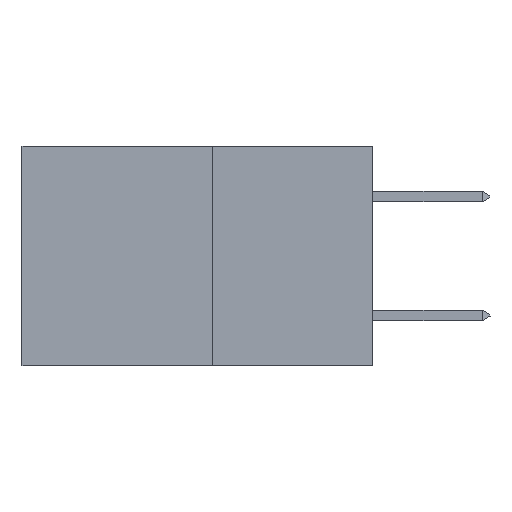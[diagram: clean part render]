
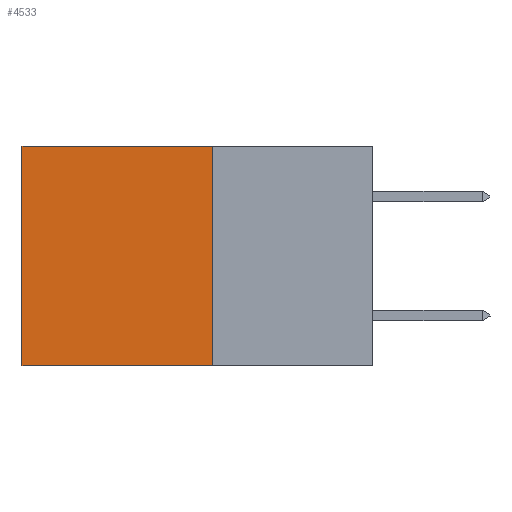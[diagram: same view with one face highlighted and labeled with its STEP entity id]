
A CAD part, left-side view. The second image highlights one B-rep face of the part: STEP entity #4533.
In plain terms, the highlighted planar face has unit normal (-1, 0, 0).
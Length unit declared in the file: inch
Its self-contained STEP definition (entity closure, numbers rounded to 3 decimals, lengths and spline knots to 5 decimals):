
#406 = CARTESIAN_POINT ( 'NONE',  ( 0.277, 0.27, -0.37 ) ) ;
#483 = VECTOR ( 'NONE', #9225, 39.37008 ) ;
#576 = CARTESIAN_POINT ( 'NONE',  ( 0.277, 0.27, 0. ) ) ;
#1639 = ORIENTED_EDGE ( 'NONE', *, *, #5959, .T. ) ;
#1680 = LINE ( 'NONE', #5655, #9072 ) ;
#1744 = FACE_OUTER_BOUND ( 'NONE', #8952, .T. ) ;
#1749 = CARTESIAN_POINT ( 'NONE',  ( 0.277, 0.59, 0. ) ) ;
#1780 = EDGE_CURVE ( 'NONE', #2848, #2641, #1680, .T. ) ;
#1835 = ORIENTED_EDGE ( 'NONE', *, *, #1780, .F. ) ;
#1878 = ORIENTED_EDGE ( 'NONE', *, *, #2381, .F. ) ;
#1910 = ORIENTED_EDGE ( 'NONE', *, *, #9857, .T. ) ;
#1987 = DIRECTION ( 'NONE',  ( 0., 0., -1. ) ) ;
#1996 = DIRECTION ( 'NONE',  ( 1., 0., 0. ) ) ;
#2055 = PLANE ( 'NONE',  #2553 ) ;
#2310 = CARTESIAN_POINT ( 'NONE',  ( 0.277, 0.27, -0.37 ) ) ;
#2328 = CARTESIAN_POINT ( 'NONE',  ( 0.277, 0.27, -0.37 ) ) ;
#2381 = EDGE_CURVE ( 'NONE', #7933, #2848, #7314, .T. ) ;
#2553 = AXIS2_PLACEMENT_3D ( 'NONE', #2328, #1996, #1987 ) ;
#2641 = VERTEX_POINT ( 'NONE', #4553 ) ;
#2802 = CARTESIAN_POINT ( 'NONE',  ( 0.277, 0.59, -0.37 ) ) ;
#2841 = LINE ( 'NONE', #2802, #483 ) ;
#2848 = VERTEX_POINT ( 'NONE', #406 ) ;
#3002 = CARTESIAN_POINT ( 'NONE',  ( 0.277, 0.27, 0. ) ) ;
#3234 = DIRECTION ( 'NONE',  ( 0., 1., 0. ) ) ;
#4533 = ADVANCED_FACE ( 'NONE', ( #1744 ), #2055, .F. ) ;
#4553 = CARTESIAN_POINT ( 'NONE',  ( 0.277, 0.59, -0.37 ) ) ;
#4863 = VECTOR ( 'NONE', #3234, 39.37008 ) ;
#5194 = VECTOR ( 'NONE', #5747, 39.37008 ) ;
#5655 = CARTESIAN_POINT ( 'NONE',  ( 0.277, 0.27, -0.37 ) ) ;
#5747 = DIRECTION ( 'NONE',  ( 0., 0., -1. ) ) ;
#5959 = EDGE_CURVE ( 'NONE', #9075, #2641, #2841, .T. ) ;
#7287 = LINE ( 'NONE', #576, #4863 ) ;
#7314 = LINE ( 'NONE', #2310, #5194 ) ;
#7933 = VERTEX_POINT ( 'NONE', #3002 ) ;
#8952 = EDGE_LOOP ( 'NONE', ( #1639, #1835, #1878, #1910 ) ) ;
#9072 = VECTOR ( 'NONE', #9313, 39.37008 ) ;
#9075 = VERTEX_POINT ( 'NONE', #1749 ) ;
#9225 = DIRECTION ( 'NONE',  ( 0., 0., -1. ) ) ;
#9313 = DIRECTION ( 'NONE',  ( 0., 1., 0. ) ) ;
#9857 = EDGE_CURVE ( 'NONE', #7933, #9075, #7287, .T. ) ;
